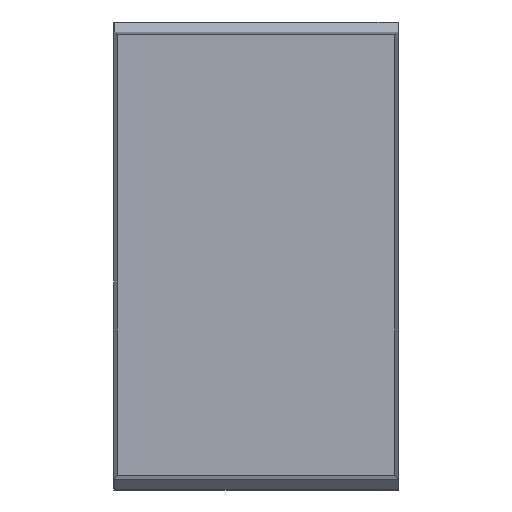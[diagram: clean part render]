
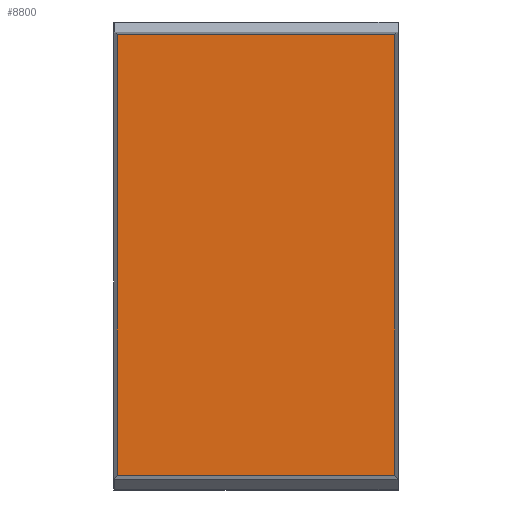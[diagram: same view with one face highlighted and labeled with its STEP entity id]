
A CAD part, top view. The second image highlights one B-rep face of the part: STEP entity #8800.
In plain terms, the highlighted planar face has unit normal (0, 0, 1).
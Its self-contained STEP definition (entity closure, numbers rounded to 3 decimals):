
#5320=CARTESIAN_POINT('',(20.132,0.837,
83.2));
#5330=VERTEX_POINT('',#5320);
#5360=CARTESIAN_POINT('',(20.132,24.,83.2));
#5370=DIRECTION('',(0.,1.,0.));
#5380=VECTOR('',#5370,1.);
#5390=LINE('',#5360,#5380);
#5400=CARTESIAN_POINT('',(20.132,32.366,
83.2));
#5410=VERTEX_POINT('',#5400);
#5420=EDGE_CURVE('',#5330,#5410,#5390,.T.);
#8500=CARTESIAN_POINT('',(0.,31.372,83.2));
#8510=DIRECTION('',(0.,0.,-1.));
#8520=DIRECTION('',(0.,1.,0.));
#8530=AXIS2_PLACEMENT_3D('',#8500,#8510,#8520);
#8540=PLANE('',#8530);
#8550=CARTESIAN_POINT('',(0.279,24.,83.2));
#8560=DIRECTION('',(0.,-1.,0.));
#8570=VECTOR('',#8560,1.);
#8580=LINE('',#8550,#8570);
#8590=CARTESIAN_POINT('',(0.279,32.366,
83.2));
#8600=VERTEX_POINT('',#8590);
#8610=CARTESIAN_POINT('',(0.279,0.837,
83.2));
#8620=VERTEX_POINT('',#8610);
#8630=EDGE_CURVE('',#8600,#8620,#8580,.T.);
#8640=ORIENTED_EDGE('',*,*,#8630,.T.);
#8650=CARTESIAN_POINT('',(0.,32.366,83.2));
#8660=DIRECTION('',(-1.,0.,0.));
#8670=VECTOR('',#8660,1.);
#8680=LINE('',#8650,#8670);
#8690=EDGE_CURVE('',#5410,#8600,#8680,.T.);
#8700=ORIENTED_EDGE('',*,*,#8690,.T.);
#8710=ORIENTED_EDGE('',*,*,#5420,.T.);
#8720=CARTESIAN_POINT('',(0.,0.837,83.2));
#8730=DIRECTION('',(1.,0.,0.));
#8740=VECTOR('',#8730,1.);
#8750=LINE('',#8720,#8740);
#8760=EDGE_CURVE('',#8620,#5330,#8750,.T.);
#8770=ORIENTED_EDGE('',*,*,#8760,.T.);
#8780=EDGE_LOOP('',(#8770,#8710,#8700,#8640));
#8790=FACE_OUTER_BOUND('',#8780,.T.);
#8800=ADVANCED_FACE('',(#8790),#8540,.F.);
